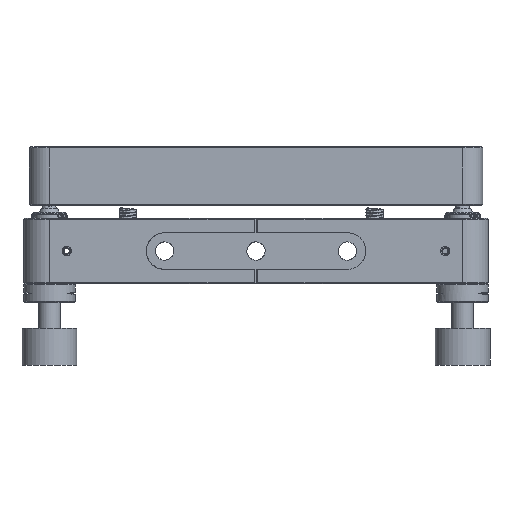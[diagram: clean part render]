
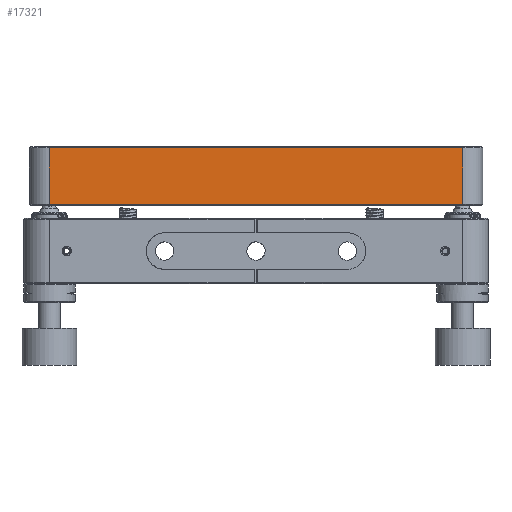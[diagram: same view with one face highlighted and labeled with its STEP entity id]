
A CAD part, front view. The second image highlights one B-rep face of the part: STEP entity #17321.
In plain terms, the highlighted planar face has unit normal (0, 1, 0).
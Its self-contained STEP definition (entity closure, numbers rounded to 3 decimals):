
#702 = EDGE_CURVE ( 'NONE', #12517, #5953, #17514, .T. ) ;
#854 = VERTEX_POINT ( 'NONE', #1082 ) ;
#1020 = DIRECTION ( 'NONE',  ( 0., 0., 1. ) ) ;
#1082 = CARTESIAN_POINT ( 'NONE',  ( 56.5, -62., 28.25 ) ) ;
#1677 = CARTESIAN_POINT ( 'NONE',  ( 56.5, -62., 28.5 ) ) ;
#1842 = CARTESIAN_POINT ( 'NONE',  ( -56.5, -62., 28.25 ) ) ;
#2349 = AXIS2_PLACEMENT_3D ( 'NONE', #7836, #20248, #7951 ) ;
#2589 = CARTESIAN_POINT ( 'NONE',  ( -62., -62., 28.25 ) ) ;
#3043 = EDGE_CURVE ( 'NONE', #13612, #854, #4535, .T. ) ;
#3206 = CARTESIAN_POINT ( 'NONE',  ( 56.5, -62., 12.75 ) ) ;
#3966 = CARTESIAN_POINT ( 'NONE',  ( -62., -62., 12.75 ) ) ;
#4066 = VECTOR ( 'NONE', #13981, 1000. ) ;
#4535 = LINE ( 'NONE', #2589, #9337 ) ;
#5953 = VERTEX_POINT ( 'NONE', #3206 ) ;
#6479 = ORIENTED_EDGE ( 'NONE', *, *, #702, .F. ) ;
#6626 = ORIENTED_EDGE ( 'NONE', *, *, #21928, .T. ) ;
#7836 = CARTESIAN_POINT ( 'NONE',  ( -62., -62., 28.5 ) ) ;
#7951 = DIRECTION ( 'NONE',  ( -1., 0., 0. ) ) ;
#8887 = EDGE_CURVE ( 'NONE', #854, #5953, #18872, .T. ) ;
#9232 = ORIENTED_EDGE ( 'NONE', *, *, #3043, .T. ) ;
#9337 = VECTOR ( 'NONE', #11472, 1000. ) ;
#11472 = DIRECTION ( 'NONE',  ( 1., 0., 0. ) ) ;
#12517 = VERTEX_POINT ( 'NONE', #17663 ) ;
#13318 = FACE_OUTER_BOUND ( 'NONE', #22426, .T. ) ;
#13612 = VERTEX_POINT ( 'NONE', #1842 ) ;
#13981 = DIRECTION ( 'NONE',  ( 0., 0., -1. ) ) ;
#14695 = LINE ( 'NONE', #18458, #14997 ) ;
#14997 = VECTOR ( 'NONE', #1020, 1000. ) ;
#15121 = VECTOR ( 'NONE', #16144, 1000. ) ;
#16090 = ORIENTED_EDGE ( 'NONE', *, *, #8887, .T. ) ;
#16144 = DIRECTION ( 'NONE',  ( 1., 0., 0. ) ) ;
#16615 = PLANE ( 'NONE',  #2349 ) ;
#17321 = ADVANCED_FACE ( 'NONE', ( #13318 ), #16615, .T. ) ;
#17514 = LINE ( 'NONE', #3966, #15121 ) ;
#17663 = CARTESIAN_POINT ( 'NONE',  ( -56.5, -62., 12.75 ) ) ;
#18458 = CARTESIAN_POINT ( 'NONE',  ( -56.5, -62., 28.5 ) ) ;
#18872 = LINE ( 'NONE', #1677, #4066 ) ;
#20248 = DIRECTION ( 'NONE',  ( 0., 1., 0. ) ) ;
#21928 = EDGE_CURVE ( 'NONE', #12517, #13612, #14695, .T. ) ;
#22426 = EDGE_LOOP ( 'NONE', ( #9232, #16090, #6479, #6626 ) ) ;
